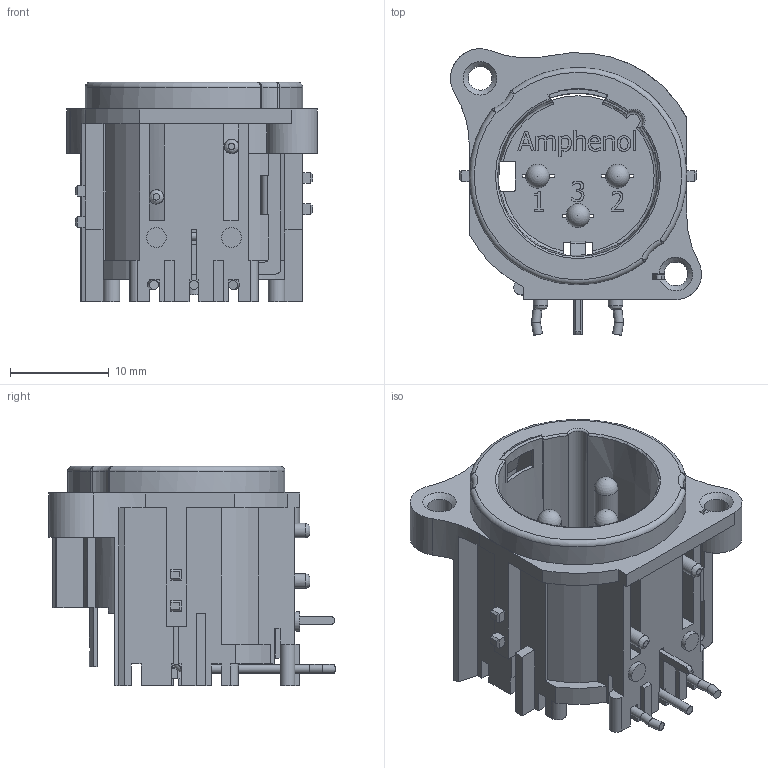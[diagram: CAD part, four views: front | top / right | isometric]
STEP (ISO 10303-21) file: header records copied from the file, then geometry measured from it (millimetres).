
FILE_DESCRIPTION((''),'2;1');
FILE_NAME('AC3MAH2-AU-PRE.stp','2015-02-12T14:53:07',('minh'),(''),'Autodesk Inventor 2012','Autodesk Inventor 2012','');
FILE_SCHEMA(('AUTOMOTIVE_DESIGN { 1 0 10303 214 1 1 1 1 }'));
Length unit declared in the file: inch
Products named in the file (1): AC3MAH2-AU-PRE_Shrinkwrap_1
Bounding box: 25.4 x 28.97 x 22.2 mm (x, y, z)
Surface area: 5747.2 mm2 (no closed solid volume)
Topology: 0 solids, 28 shells, 423 faces, 1678 edges, 1253 vertices
Faces by surface type: plane 309, cylinder 83, torus 15, sphere 7, cone 7, bspline 2
Full cylindrical faces by diameter (mm): 0.9 x7, 1.45 x2, 2 x2, 2.4 x4
Entity records: 18910 total; most frequent: CARTESIAN_POINT 4776, ORIENTED_EDGE 2721, DIRECTION 2591, EDGE_CURVE 1641, VERTEX_POINT 1243, VECTOR 1101, LINE 1101, AXIS2_PLACEMENT_3D 745
